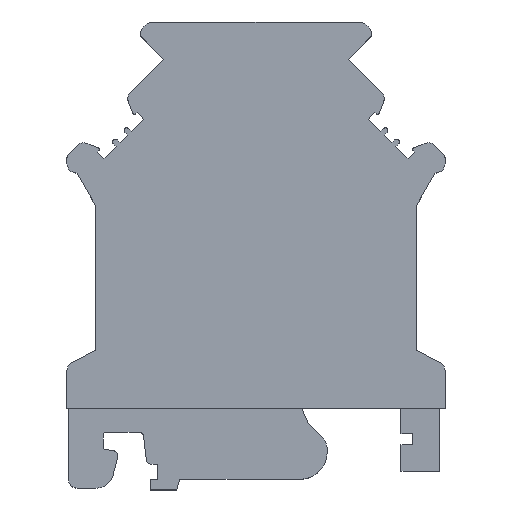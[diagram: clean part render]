
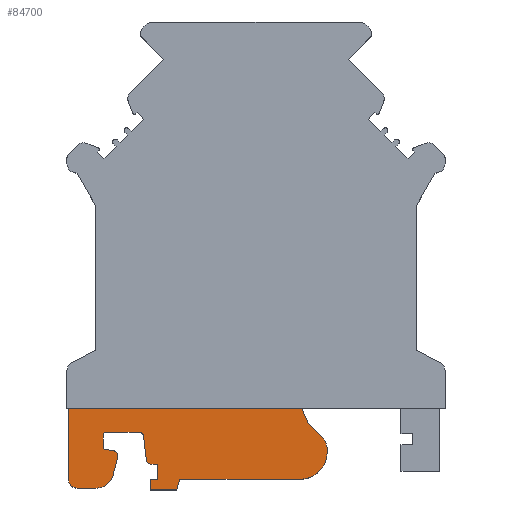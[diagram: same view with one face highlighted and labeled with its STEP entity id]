
A CAD part, top view. The second image highlights one B-rep face of the part: STEP entity #84700.
In plain terms, the highlighted face is planar.
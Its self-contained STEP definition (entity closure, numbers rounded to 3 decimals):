
#1530=CARTESIAN_POINT('',(-101.677,51.214,-3.04));
#1540=VERTEX_POINT('',#1530);
#1570=CARTESIAN_POINT('',(-103.226,56.995,-3.04));
#1580=DIRECTION('',(0.259,-0.966,0.));
#1590=VECTOR('',#1580,1.);
#1600=LINE('',#1570,#1590);
#1610=CARTESIAN_POINT('',(-101.999,52.414,-3.04));
#1620=VERTEX_POINT('',#1610);
#1630=EDGE_CURVE('',#1620,#1540,#1600,.T.);
#8020=CARTESIAN_POINT('',(-99.477,52.414,-3.04));
#8030=VERTEX_POINT('',#8020);
#8060=CARTESIAN_POINT('',(-98.677,52.414,-3.04));
#8070=DIRECTION('',(-1.,0.,0.));
#8080=VECTOR('',#8070,1.);
#8090=LINE('',#8060,#8080);
#8100=CARTESIAN_POINT('',(-98.677,52.414,-3.04));
#8110=VERTEX_POINT('',#8100);
#8120=EDGE_CURVE('',#8110,#8030,#8090,.T.);
#9210=CARTESIAN_POINT('',(-98.677,51.214,-3.04));
#9220=DIRECTION('',(0.,1.,0.));
#9230=VECTOR('',#9220,1.);
#9240=LINE('',#9210,#9230);
#9250=CARTESIAN_POINT('',(-98.677,51.214,-3.04));
#9260=VERTEX_POINT('',#9250);
#9270=EDGE_CURVE('',#9260,#8110,#9240,.T.);
#17000=CARTESIAN_POINT('',(-93.377,57.185,-3.04));
#17010=VERTEX_POINT('',#17000);
#17060=CARTESIAN_POINT('',(-94.377,57.185,-3.04));
#17070=DIRECTION('',(0.,0.,1.));
#17080=DIRECTION('',(1.,0.,0.));
#17090=AXIS2_PLACEMENT_3D('',#17060,#17070,#17080);
#17100=CIRCLE('',#17090,1.);
#17110=CARTESIAN_POINT('',(-93.471,57.607,-3.04));
#17120=VERTEX_POINT('',#17110);
#17130=EDGE_CURVE('',#17010,#17120,#17100,.T.);
#18580=CARTESIAN_POINT('',(-99.477,54.114,-3.04));
#18590=VERTEX_POINT('',#18580);
#18620=CARTESIAN_POINT('',(-99.477,52.414,-3.04));
#18630=DIRECTION('',(0.,1.,0.));
#18640=VECTOR('',#18630,1.);
#18650=LINE('',#18620,#18640);
#18660=EDGE_CURVE('',#8030,#18590,#18650,.T.);
#18960=CARTESIAN_POINT('',(-98.265,54.553,-3.04));
#18970=VERTEX_POINT('',#18960);
#19000=CARTESIAN_POINT('',(-98.761,54.614,-3.04));
#19010=DIRECTION('',(0.,0.,1.));
#19020=DIRECTION('',(1.,0.,0.));
#19030=AXIS2_PLACEMENT_3D('',#19000,#19010,#19020);
#19040=CIRCLE('',#19030,0.5);
#19050=CARTESIAN_POINT('',(-98.761,54.114,-3.04));
#19060=VERTEX_POINT('',#19050);
#19070=EDGE_CURVE('',#19060,#18970,#19040,.T.);
#20340=CARTESIAN_POINT('',(-97.435,57.714,-3.04));
#20350=VERTEX_POINT('',#20340);
#20380=CARTESIAN_POINT('',(-97.435,57.214,-3.04));
#20390=DIRECTION('',(0.,0.,1.));
#20400=DIRECTION('',(1.,0.,0.));
#20410=AXIS2_PLACEMENT_3D('',#20380,#20390,#20400);
#20420=CIRCLE('',#20410,0.5);
#20430=CARTESIAN_POINT('',(-97.931,57.275,-3.04));
#20440=VERTEX_POINT('',#20430);
#20450=EDGE_CURVE('',#20350,#20440,#20420,.T.);
#26550=CARTESIAN_POINT('',(-94.977,54.614,-3.04));
#26560=VERTEX_POINT('',#26550);
#26590=CARTESIAN_POINT('',(-94.977,55.196,-3.04));
#26600=DIRECTION('',(0.,-1.,0.));
#26610=VECTOR('',#26600,1.);
#26620=LINE('',#26590,#26610);
#26630=CARTESIAN_POINT('',(-94.977,55.196,-3.04));
#26640=VERTEX_POINT('',#26630);
#26650=EDGE_CURVE('',#26640,#26560,#26620,.T.);
#35570=CARTESIAN_POINT('',(-93.625,55.77,-3.04));
#35580=VERTEX_POINT('',#35570);
#35610=CARTESIAN_POINT('',(-93.677,56.065,-3.04));
#35620=DIRECTION('',(0.,0.,1.));
#35630=DIRECTION('',(1.,0.,0.));
#35640=AXIS2_PLACEMENT_3D('',#35610,#35620,#35630);
#35650=CIRCLE('',#35640,0.3);
#35660=CARTESIAN_POINT('',(-93.377,56.065,-3.04));
#35670=VERTEX_POINT('',#35660);
#35680=EDGE_CURVE('',#35580,#35670,#35650,.T.);
#44470=CARTESIAN_POINT('',(-94.647,55.59,-3.04));
#44480=VERTEX_POINT('',#44470);
#44510=CARTESIAN_POINT('',(-93.625,55.77,-3.04));
#44520=DIRECTION('',(-0.985,-0.174,0.));
#44530=VECTOR('',#44520,1.);
#44540=LINE('',#44510,#44530);
#44550=EDGE_CURVE('',#35580,#44480,#44540,.T.);
#72120=CARTESIAN_POINT('',(-98.761,54.114,-3.04));
#72130=DIRECTION('',(-1.,0.,0.));
#72140=VECTOR('',#72130,1.);
#72150=LINE('',#72120,#72140);
#72160=EDGE_CURVE('',#19060,#18590,#72150,.T.);
#72410=CARTESIAN_POINT('',(-97.931,57.275,-3.04));
#72420=DIRECTION('',(-0.122,-0.993,0.));
#72430=VECTOR('',#72420,1.);
#72440=LINE('',#72410,#72430);
#72450=EDGE_CURVE('',#20440,#18970,#72440,.T.);
#73280=CARTESIAN_POINT('',(-93.577,57.714,-3.04));
#73290=VERTEX_POINT('',#73280);
#73320=CARTESIAN_POINT('',(-107.528,57.714,-3.04));
#73330=DIRECTION('',(1.,0.,0.));
#73340=VECTOR('',#73330,1.);
#73350=LINE('',#73320,#73340);
#73360=EDGE_CURVE('',#20350,#73290,#73350,.T.);
#73610=CARTESIAN_POINT('',(-94.577,55.196,-3.04));
#73620=DIRECTION('',(0.,0.,1.));
#73630=DIRECTION('',(1.,0.,0.));
#73640=AXIS2_PLACEMENT_3D('',#73610,#73620,#73630);
#73650=CIRCLE('',#73640,0.4);
#73660=EDGE_CURVE('',#44480,#26640,#73650,.T.);
#73920=CARTESIAN_POINT('',(-93.377,57.185,-3.04));
#73930=DIRECTION('',(0.,-1.,0.));
#73940=VECTOR('',#73930,1.);
#73950=LINE('',#73920,#73940);
#73960=EDGE_CURVE('',#17010,#35670,#73950,.T.);
#75120=CARTESIAN_POINT('',(-115.711,60.414,-3.04));
#75130=VERTEX_POINT('',#75120);
#75160=CARTESIAN_POINT('',(0.,60.414,-3.04));
#75170=DIRECTION('',(1.,0.,0.));
#75180=VECTOR('',#75170,1.);
#75190=LINE('',#75160,#75180);
#75200=CARTESIAN_POINT('',(-89.477,60.414,-3.04));
#75210=VERTEX_POINT('',#75200);
#75220=EDGE_CURVE('',#75130,#75210,#75190,.T.);
#81960=CARTESIAN_POINT('',(-93.577,57.714,-3.04));
#81970=DIRECTION('',(0.707,-0.707,0.));
#81980=VECTOR('',#81970,1.);
#81990=LINE('',#81960,#81980);
#82000=EDGE_CURVE('',#73290,#17120,#81990,.T.);
#82250=CARTESIAN_POINT('',(-101.677,51.214,-3.04));
#82260=DIRECTION('',(1.,0.,0.));
#82270=VECTOR('',#82260,1.);
#82280=LINE('',#82250,#82270);
#82290=EDGE_CURVE('',#1540,#9260,#82280,.T.);
#83250=CARTESIAN_POINT('',(-116.468,58.714,-3.04));
#83260=VERTEX_POINT('',#83250);
#83290=CARTESIAN_POINT('',(-115.898,59.993,-3.04));
#83300=DIRECTION('',(-0.407,-0.914,0.));
#83310=VECTOR('',#83300,1.);
#83320=LINE('',#83290,#83310);
#83330=EDGE_CURVE('',#75130,#83260,#83320,.T.);
#83640=CARTESIAN_POINT('',(-107.528,56.995,-3.04));
#83650=DIRECTION('',(0.,0.,1.));
#83660=DIRECTION('',(1.,0.,0.));
#83670=AXIS2_PLACEMENT_3D('',#83640,#83650,#83660);
#83680=PLANE('',#83670);
#83690=ORIENTED_EDGE('',*,*,#1630,.F.);
#83700=ORIENTED_EDGE('',*,*,#82290,.F.);
#83710=ORIENTED_EDGE('',*,*,#9270,.F.);
#83720=ORIENTED_EDGE('',*,*,#8120,.F.);
#83730=ORIENTED_EDGE('',*,*,#18660,.F.);
#83740=ORIENTED_EDGE('',*,*,#72160,.T.);
#83750=ORIENTED_EDGE('',*,*,#19070,.F.);
#83760=ORIENTED_EDGE('',*,*,#72450,.T.);
#83770=ORIENTED_EDGE('',*,*,#20450,.T.);
#83780=ORIENTED_EDGE('',*,*,#73360,.F.);
#83790=ORIENTED_EDGE('',*,*,#82000,.F.);
#83800=ORIENTED_EDGE('',*,*,#17130,.T.);
#83810=ORIENTED_EDGE('',*,*,#73960,.F.);
#83820=ORIENTED_EDGE('',*,*,#35680,.T.);
#83830=ORIENTED_EDGE('',*,*,#44550,.F.);
#83840=ORIENTED_EDGE('',*,*,#73660,.F.);
#83850=ORIENTED_EDGE('',*,*,#26650,.F.);
#83860=CARTESIAN_POINT('',(-94.977,54.614,-3.04));
#83870=DIRECTION('',(0.259,-0.966,0.));
#83880=VECTOR('',#83870,1.);
#83890=LINE('',#83860,#83880);
#83900=CARTESIAN_POINT('',(-94.517,52.896,-3.04));
#83910=VERTEX_POINT('',#83900);
#83920=EDGE_CURVE('',#26560,#83910,#83890,.T.);
#83930=ORIENTED_EDGE('',*,*,#83920,.F.);
#83940=CARTESIAN_POINT('',(-92.585,53.414,-3.04));
#83950=DIRECTION('',(0.,0.,1.));
#83960=DIRECTION('',(1.,0.,0.));
#83970=AXIS2_PLACEMENT_3D('',#83940,#83950,#83960);
#83980=CIRCLE('',#83970,2.);
#83990=CARTESIAN_POINT('',(-92.585,51.414,-3.04));
#84000=VERTEX_POINT('',#83990);
#84010=EDGE_CURVE('',#83910,#84000,#83980,.T.);
#84020=ORIENTED_EDGE('',*,*,#84010,.F.);
#84030=CARTESIAN_POINT('',(-92.585,51.414,-3.04));
#84040=DIRECTION('',(1.,0.,0.));
#84050=VECTOR('',#84040,1.);
#84060=LINE('',#84030,#84050);
#84070=CARTESIAN_POINT('',(-90.477,51.414,-3.04));
#84080=VERTEX_POINT('',#84070);
#84090=EDGE_CURVE('',#84000,#84080,#84060,.T.);
#84100=ORIENTED_EDGE('',*,*,#84090,.F.);
#84110=CARTESIAN_POINT('',(-90.477,52.414,-3.04));
#84120=DIRECTION('',(0.,0.,1.));
#84130=DIRECTION('',(1.,0.,0.));
#84140=AXIS2_PLACEMENT_3D('',#84110,#84120,#84130);
#84150=CIRCLE('',#84140,1.);
#84160=CARTESIAN_POINT('',(-89.477,52.414,-3.04));
#84170=VERTEX_POINT('',#84160);
#84180=EDGE_CURVE('',#84080,#84170,#84150,.T.);
#84190=ORIENTED_EDGE('',*,*,#84180,.F.);
#84200=CARTESIAN_POINT('',(-89.477,59.739,-3.04));
#84210=DIRECTION('',(0.,-1.,0.));
#84220=VECTOR('',#84210,1.);
#84230=LINE('',#84200,#84220);
#84240=EDGE_CURVE('',#75210,#84170,#84230,.T.);
#84250=ORIENTED_EDGE('',*,*,#84240,.T.);
#84260=ORIENTED_EDGE('',*,*,#75220,.T.);
#84270=ORIENTED_EDGE('',*,*,#83330,.F.);
#84280=CARTESIAN_POINT('',(-116.468,58.714,-3.04));
#84290=DIRECTION('',(-0.707,-0.707,0.));
#84300=VECTOR('',#84290,1.);
#84310=LINE('',#84280,#84300);
#84320=CARTESIAN_POINT('',(-117.991,57.19,-3.04));
#84330=VERTEX_POINT('',#84320);
#84340=EDGE_CURVE('',#83260,#84330,#84310,.T.);
#84350=ORIENTED_EDGE('',*,*,#84340,.F.);
#84360=CARTESIAN_POINT('',(-116.577,55.776,-3.04));
#84370=DIRECTION('',(0.,0.,1.));
#84380=DIRECTION('',(1.,0.,0.));
#84390=AXIS2_PLACEMENT_3D('',#84360,#84370,#84380);
#84400=CIRCLE('',#84390,2.);
#84410=CARTESIAN_POINT('',(-118.577,55.776,-3.04));
#84420=VERTEX_POINT('',#84410);
#84430=EDGE_CURVE('',#84330,#84420,#84400,.T.);
#84440=ORIENTED_EDGE('',*,*,#84430,.F.);
#84450=CARTESIAN_POINT('',(-118.577,55.776,-3.04));
#84460=DIRECTION('',(0.,-1.,0.));
#84470=VECTOR('',#84460,1.);
#84480=LINE('',#84450,#84470);
#84490=CARTESIAN_POINT('',(-118.577,55.414,-3.04));
#84500=VERTEX_POINT('',#84490);
#84510=EDGE_CURVE('',#84420,#84500,#84480,.T.);
#84520=ORIENTED_EDGE('',*,*,#84510,.F.);
#84530=CARTESIAN_POINT('',(-115.577,55.414,-3.04));
#84540=DIRECTION('',(0.,0.,1.));
#84550=DIRECTION('',(1.,0.,0.));
#84560=AXIS2_PLACEMENT_3D('',#84530,#84540,#84550);
#84570=CIRCLE('',#84560,3.);
#84580=CARTESIAN_POINT('',(-115.577,52.414,-3.04));
#84590=VERTEX_POINT('',#84580);
#84600=EDGE_CURVE('',#84500,#84590,#84570,.T.);
#84610=ORIENTED_EDGE('',*,*,#84600,.F.);
#84620=CARTESIAN_POINT('',(-107.528,52.414,-3.04));
#84630=DIRECTION('',(1.,0.,0.));
#84640=VECTOR('',#84630,1.);
#84650=LINE('',#84620,#84640);
#84660=EDGE_CURVE('',#84590,#1620,#84650,.T.);
#84670=ORIENTED_EDGE('',*,*,#84660,.F.);
#84680=EDGE_LOOP('',(#84670,#84610,#84520,#84440,#84350,#84270,#84260,
#84250,#84190,#84100,#84020,#83930,#83850,#83840,#83830,#83820,#83810,
#83800,#83790,#83780,#83770,#83760,#83750,#83740,#83730,#83720,#83710,
#83700,#83690));
#84690=FACE_OUTER_BOUND('',#84680,.T.);
#84700=ADVANCED_FACE('',(#84690),#83680,.F.);
